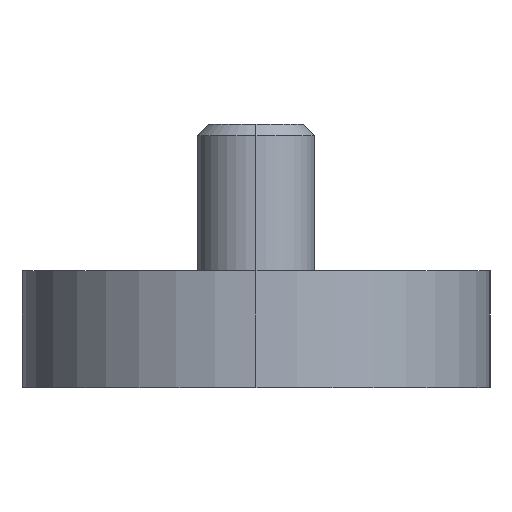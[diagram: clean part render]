
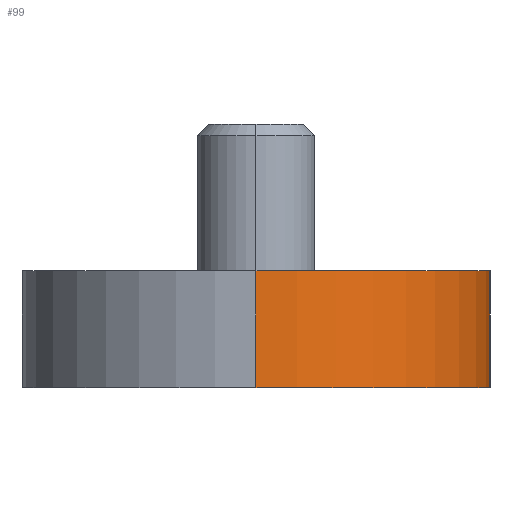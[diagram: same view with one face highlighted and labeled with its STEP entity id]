
A CAD part, left-side view. The second image highlights one B-rep face of the part: STEP entity #99.
In plain terms, the highlighted cylindrical face has radius 16 mm (diameter 32 mm), a partial arc.
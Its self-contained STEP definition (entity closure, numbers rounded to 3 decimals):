
#29 = CARTESIAN_POINT ( 'NONE',  ( -236., 0., 8. ) ) ;
#99 = ADVANCED_FACE ( 'NONE', ( #978 ), #1991, .T. ) ;
#105 = CARTESIAN_POINT ( 'NONE',  ( -220., 0., 0. ) ) ;
#116 = VECTOR ( 'NONE', #1885, 1000. ) ;
#139 = LINE ( 'NONE', #1879, #116 ) ;
#279 = ORIENTED_EDGE ( 'NONE', *, *, #1008, .T. ) ;
#281 = DIRECTION ( 'NONE',  ( -1., 0., 0. ) ) ;
#288 = ORIENTED_EDGE ( 'NONE', *, *, #970, .F. ) ;
#345 = DIRECTION ( 'NONE',  ( 0., 0., -1. ) ) ;
#528 = CARTESIAN_POINT ( 'NONE',  ( -236., 0., 0. ) ) ;
#619 = LINE ( 'NONE', #994, #1130 ) ;
#625 = DIRECTION ( 'NONE',  ( -1., 0., 0. ) ) ;
#682 = AXIS2_PLACEMENT_3D ( 'NONE', #957, #932, #625 ) ;
#748 = VERTEX_POINT ( 'NONE', #29 ) ;
#867 = EDGE_LOOP ( 'NONE', ( #288, #1045, #279, #888 ) ) ;
#888 = ORIENTED_EDGE ( 'NONE', *, *, #1121, .F. ) ;
#907 = DIRECTION ( 'NONE',  ( -1., 0., 0. ) ) ;
#932 = DIRECTION ( 'NONE',  ( 0., 0., -1. ) ) ;
#957 = CARTESIAN_POINT ( 'NONE',  ( -220., 0., 0. ) ) ;
#970 = EDGE_CURVE ( 'NONE', #748, #1040, #1400, .T. ) ;
#978 = FACE_OUTER_BOUND ( 'NONE', #867, .T. ) ;
#994 = CARTESIAN_POINT ( 'NONE',  ( -220., -16., 0. ) ) ;
#1008 = EDGE_CURVE ( 'NONE', #1797, #1974, #1083, .T. ) ;
#1029 = AXIS2_PLACEMENT_3D ( 'NONE', #105, #1247, #281 ) ;
#1040 = VERTEX_POINT ( 'NONE', #1409 ) ;
#1045 = ORIENTED_EDGE ( 'NONE', *, *, #1560, .T. ) ;
#1059 = CARTESIAN_POINT ( 'NONE',  ( -220., -16., 0. ) ) ;
#1083 = CIRCLE ( 'NONE', #1029, 16. ) ;
#1121 = EDGE_CURVE ( 'NONE', #1040, #1974, #619, .T. ) ;
#1130 = VECTOR ( 'NONE', #345, 1000. ) ;
#1247 = DIRECTION ( 'NONE',  ( 0., 0., 1. ) ) ;
#1400 = CIRCLE ( 'NONE', #1745, 16. ) ;
#1409 = CARTESIAN_POINT ( 'NONE',  ( -220., -16., 8. ) ) ;
#1560 = EDGE_CURVE ( 'NONE', #748, #1797, #139, .T. ) ;
#1745 = AXIS2_PLACEMENT_3D ( 'NONE', #1860, #1848, #907 ) ;
#1797 = VERTEX_POINT ( 'NONE', #528 ) ;
#1848 = DIRECTION ( 'NONE',  ( 0., 0., 1. ) ) ;
#1860 = CARTESIAN_POINT ( 'NONE',  ( -220., 0., 8. ) ) ;
#1879 = CARTESIAN_POINT ( 'NONE',  ( -236., 0., 0. ) ) ;
#1885 = DIRECTION ( 'NONE',  ( 0., 0., -1. ) ) ;
#1974 = VERTEX_POINT ( 'NONE', #1059 ) ;
#1991 = CYLINDRICAL_SURFACE ( 'NONE', #682, 16. ) ;
